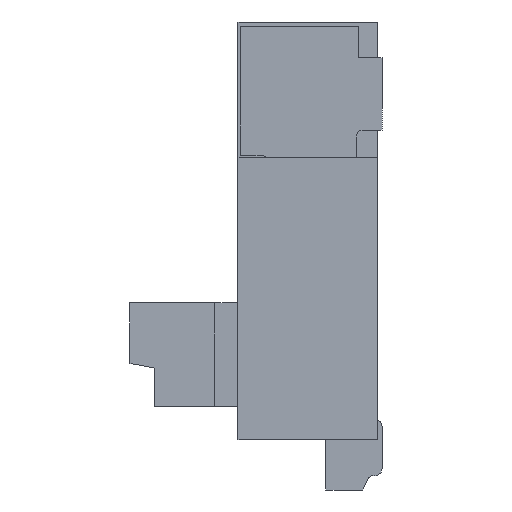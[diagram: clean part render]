
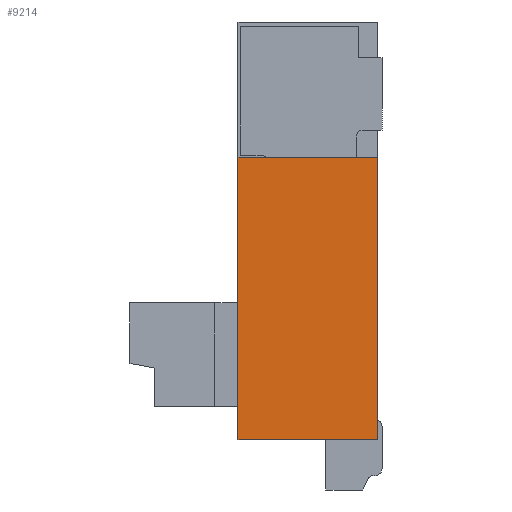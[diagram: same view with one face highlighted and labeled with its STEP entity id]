
A CAD part, left-side view. The second image highlights one B-rep face of the part: STEP entity #9214.
In plain terms, the highlighted planar face has unit normal (-1, 0, 0).
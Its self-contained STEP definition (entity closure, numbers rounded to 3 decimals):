
#1889=ORIENTED_EDGE('',*,*,#3379,.T.);
#1890=ORIENTED_EDGE('',*,*,#3889,.F.);
#1891=ORIENTED_EDGE('',*,*,#3890,.F.);
#1892=ORIENTED_EDGE('',*,*,#3690,.T.);
#3379=EDGE_CURVE('',#4533,#4532,#5509,.T.);
#3690=EDGE_CURVE('',#4751,#4533,#5820,.T.);
#3889=EDGE_CURVE('',#4898,#4532,#6019,.T.);
#3890=EDGE_CURVE('',#4751,#4898,#6020,.T.);
#4532=VERTEX_POINT('',#15427);
#4533=VERTEX_POINT('',#15429);
#4751=VERTEX_POINT('',#16038);
#4898=VERTEX_POINT('',#16422);
#5509=LINE('',#15428,#6791);
#5820=LINE('',#16037,#7102);
#6019=LINE('',#16421,#7301);
#6020=LINE('',#16423,#7302);
#6791=VECTOR('',#12940,1000.);
#7102=VECTOR('',#13411,1000.);
#7301=VECTOR('',#13686,1000.);
#7302=VECTOR('',#13687,1000.);
#7850=EDGE_LOOP('',(#1889,#1890,#1891,#1892));
#8340=FACE_BOUND('',#7850,.T.);
#8772=PLANE('',#11781);
#9214=ADVANCED_FACE('',(#8340),#8772,.F.);
#11781=AXIS2_PLACEMENT_3D('',#16420,#13684,#13685);
#12940=DIRECTION('',(0.,0.,1.));
#13411=DIRECTION('',(0.,-1.,0.));
#13684=DIRECTION('',(1.,0.,0.));
#13685=DIRECTION('',(0.,0.,-1.));
#13686=DIRECTION('',(0.,-1.,0.));
#13687=DIRECTION('',(0.,0.,1.));
#15427=CARTESIAN_POINT('',(-4.5,0.,1.96));
#15428=CARTESIAN_POINT('',(-4.5,0.,0.));
#15429=CARTESIAN_POINT('',(-4.5,0.,0.));
#16037=CARTESIAN_POINT('',(-4.5,0.97,0.));
#16038=CARTESIAN_POINT('',(-4.5,0.97,0.));
#16420=CARTESIAN_POINT('',(-4.5,0.97,0.));
#16421=CARTESIAN_POINT('',(-4.5,0.97,1.96));
#16422=CARTESIAN_POINT('',(-4.5,0.97,1.96));
#16423=CARTESIAN_POINT('',(-4.5,0.97,0.));
